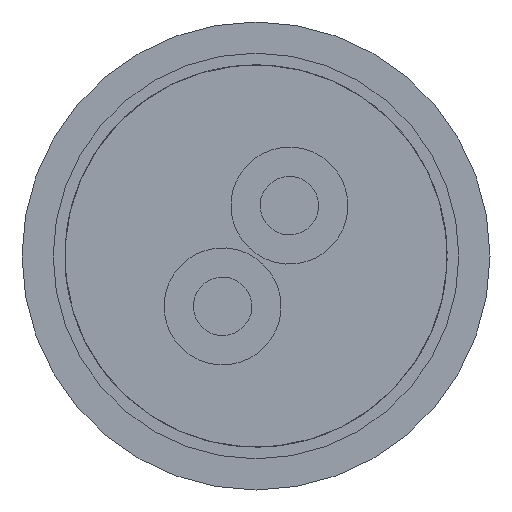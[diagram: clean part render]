
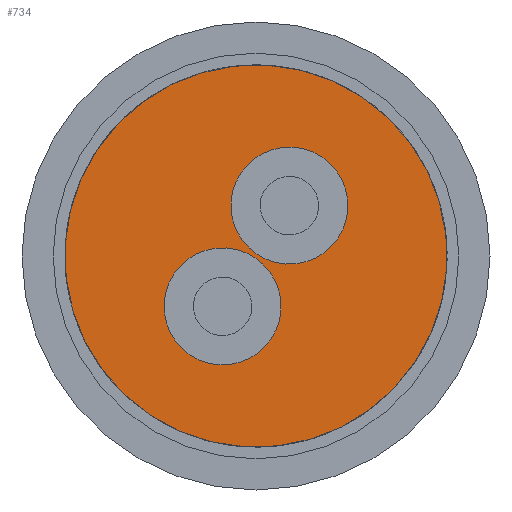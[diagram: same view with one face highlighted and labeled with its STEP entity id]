
A CAD part, front view. The second image highlights one B-rep face of the part: STEP entity #734.
In plain terms, the highlighted face is planar.
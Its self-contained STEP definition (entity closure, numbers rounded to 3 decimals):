
#33 = DIRECTION ( 'NONE',  ( 0., 0., -1. ) ) ;
#57 = DIRECTION ( 'NONE',  ( 1., 0., 0. ) ) ;
#80 = CARTESIAN_POINT ( 'NONE',  ( 0., 0., 0. ) ) ;
#98 = VERTEX_POINT ( 'NONE', #861 ) ;
#108 = ORIENTED_EDGE ( 'NONE', *, *, #1123, .F. ) ;
#117 = EDGE_LOOP ( 'NONE', ( #977, #880 ) ) ;
#126 = DIRECTION ( 'NONE',  ( 1., 0., 0. ) ) ;
#146 = CIRCLE ( 'NONE', #496, 2.45 ) ;
#198 = ORIENTED_EDGE ( 'NONE', *, *, #909, .F. ) ;
#217 = CIRCLE ( 'NONE', #907, 0.75 ) ;
#248 = CARTESIAN_POINT ( 'NONE',  ( 0.775, 0., 0. ) ) ;
#258 = VERTEX_POINT ( 'NONE', #424 ) ;
#265 = DIRECTION ( 'NONE',  ( 1., 0., 0. ) ) ;
#266 = EDGE_CURVE ( 'NONE', #1167, #258, #217, .T. ) ;
#285 = CIRCLE ( 'NONE', #406, 0.75 ) ;
#287 = CARTESIAN_POINT ( 'NONE',  ( -0.025, 0., 0. ) ) ;
#308 = VERTEX_POINT ( 'NONE', #512 ) ;
#311 = CARTESIAN_POINT ( 'NONE',  ( -0.775, 0., 0. ) ) ;
#316 = DIRECTION ( 'NONE',  ( 0., 0., -1. ) ) ;
#351 = FACE_BOUND ( 'NONE', #117, .T. ) ;
#364 = DIRECTION ( 'NONE',  ( 0., 0., 1. ) ) ;
#406 = AXIS2_PLACEMENT_3D ( 'NONE', #775, #316, #691 ) ;
#409 = VERTEX_POINT ( 'NONE', #287 ) ;
#418 = DIRECTION ( 'NONE',  ( 0., 0., -1. ) ) ;
#424 = CARTESIAN_POINT ( 'NONE',  ( 1.525, 0., 0. ) ) ;
#495 = ORIENTED_EDGE ( 'NONE', *, *, #266, .F. ) ;
#496 = AXIS2_PLACEMENT_3D ( 'NONE', #1101, #739, #265 ) ;
#512 = CARTESIAN_POINT ( 'NONE',  ( -1.525, 0., 0. ) ) ;
#522 = CIRCLE ( 'NONE', #1234, 0.75 ) ;
#525 = DIRECTION ( 'NONE',  ( -1., 0., 0. ) ) ;
#580 = AXIS2_PLACEMENT_3D ( 'NONE', #80, #1017, #1014 ) ;
#657 = EDGE_CURVE ( 'NONE', #98, #961, #146, .T. ) ;
#683 = EDGE_CURVE ( 'NONE', #308, #409, #522, .T. ) ;
#691 = DIRECTION ( 'NONE',  ( 1., 0., 0. ) ) ;
#725 = PLANE ( 'NONE',  #580 ) ;
#731 = DIRECTION ( 'NONE',  ( -1., 0., 0. ) ) ;
#734 = ADVANCED_FACE ( 'NONE', ( #821, #351, #905 ), #725, .F. ) ;
#739 = DIRECTION ( 'NONE',  ( 0., 0., 1. ) ) ;
#774 = EDGE_CURVE ( 'NONE', #409, #308, #848, .T. ) ;
#775 = CARTESIAN_POINT ( 'NONE',  ( 0.775, 0., 0. ) ) ;
#778 = DIRECTION ( 'NONE',  ( 0., 0., -1. ) ) ;
#806 = EDGE_LOOP ( 'NONE', ( #198, #495 ) ) ;
#815 = AXIS2_PLACEMENT_3D ( 'NONE', #311, #778, #525 ) ;
#821 = FACE_BOUND ( 'NONE', #806, .T. ) ;
#844 = CARTESIAN_POINT ( 'NONE',  ( 0.025, 0., 0. ) ) ;
#848 = CIRCLE ( 'NONE', #815, 0.75 ) ;
#861 = CARTESIAN_POINT ( 'NONE',  ( 2.45, 0., 0. ) ) ;
#880 = ORIENTED_EDGE ( 'NONE', *, *, #683, .F. ) ;
#881 = ORIENTED_EDGE ( 'NONE', *, *, #657, .F. ) ;
#905 = FACE_OUTER_BOUND ( 'NONE', #1188, .T. ) ;
#907 = AXIS2_PLACEMENT_3D ( 'NONE', #248, #418, #126 ) ;
#909 = EDGE_CURVE ( 'NONE', #258, #1167, #285, .T. ) ;
#915 = CARTESIAN_POINT ( 'NONE',  ( 0., 0., 0. ) ) ;
#961 = VERTEX_POINT ( 'NONE', #1172 ) ;
#977 = ORIENTED_EDGE ( 'NONE', *, *, #774, .F. ) ;
#1000 = CARTESIAN_POINT ( 'NONE',  ( -0.775, 0., 0. ) ) ;
#1014 = DIRECTION ( 'NONE',  ( 1., 0., 0. ) ) ;
#1017 = DIRECTION ( 'NONE',  ( 0., 0., 1. ) ) ;
#1101 = CARTESIAN_POINT ( 'NONE',  ( 0., 0., 0. ) ) ;
#1123 = EDGE_CURVE ( 'NONE', #961, #98, #1236, .T. ) ;
#1167 = VERTEX_POINT ( 'NONE', #844 ) ;
#1172 = CARTESIAN_POINT ( 'NONE',  ( -2.45, 0., 0. ) ) ;
#1180 = AXIS2_PLACEMENT_3D ( 'NONE', #915, #364, #57 ) ;
#1188 = EDGE_LOOP ( 'NONE', ( #108, #881 ) ) ;
#1234 = AXIS2_PLACEMENT_3D ( 'NONE', #1000, #33, #731 ) ;
#1236 = CIRCLE ( 'NONE', #1180, 2.45 ) ;
